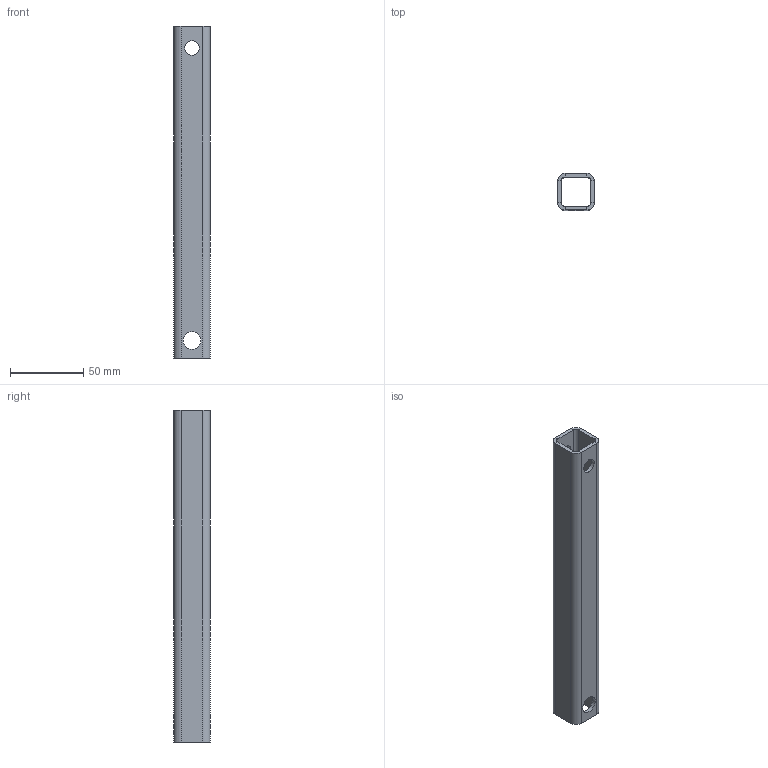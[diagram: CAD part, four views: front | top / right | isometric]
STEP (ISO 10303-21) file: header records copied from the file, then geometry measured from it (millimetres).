
FILE_DESCRIPTION(/* description */ (''),/* implementation_level */ '2;1');
FILE_NAME(/* name */ 'ES2_ipt_742f5a10.STEP',/* time_stamp */ '2021-07-17T23:46:19-05:00',/* author */ ('Usuario'),/* organization */ (''),/* preprocessor_version */ 'ST-DEVELOPER v18',/* originating_system */ 'Autodesk Inventor 2020',/* authorisation */ '');
FILE_SCHEMA (('AUTOMOTIVE_DESIGN { 1 0 10303 214 3 1 1 }'));
Length unit declared in the file: millimetre
Products named in the file (1): Perfil-02
Bounding box: 25 x 25 x 227 mm (x, y, z)
Volume: 46463.2 mm3; surface area: 37934 mm2
Topology: 1 solids, 1 shells, 36 faces, 78 edges, 42 vertices
Faces by surface type: plane 24, cylinder 12
Full cylindrical faces by diameter (mm): 10 x2, 12 x2
Entity records: 1045 total; most frequent: DIRECTION 178, CARTESIAN_POINT 157, ORIENTED_EDGE 156, EDGE_CURVE 78, AXIS2_PLACEMENT_3D 63, LINE 52, VECTOR 52, EDGE_LOOP 44
